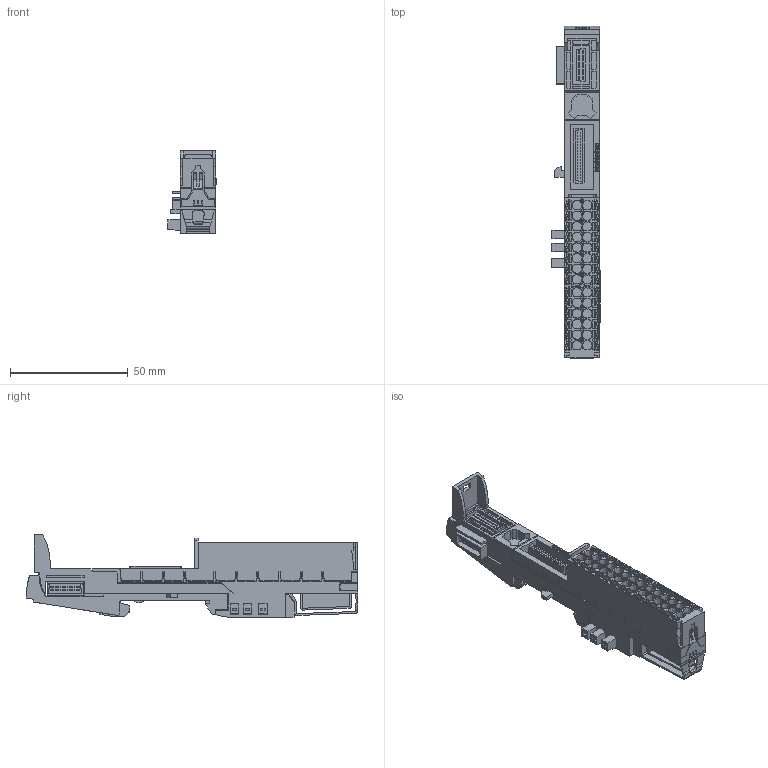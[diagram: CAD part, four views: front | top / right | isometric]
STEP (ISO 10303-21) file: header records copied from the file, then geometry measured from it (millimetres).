
FILE_DESCRIPTION(/* description */ (''),/* implementation_level */ '2;1');
FILE_NAME(/* name */ '6AG1193-6BP40-7DA1_3d.stp',/* time_stamp */ '2025-02-28T13:29:53+08:00',/* author */ (''),/* organization */ (''),/* preprocessor_version */ 'ST-DEVELOPER v18.102',/* originating_system */ 'SIEMENS PLM Software NX 2023',/* authorisation */ '');
FILE_SCHEMA (('AUTOMOTIVE_DESIGN { 1 0 10303 214 3 1 1 1 }'));
Products named in the file (3): A5E30938514A_RS-AA_005_1-Box; A5E54405131A_RS-AA_001_1-labeling; A5E54405012A_RS-AA_001_2-CAx_6AG11936BP407DA1
Assembly tree (2 placements, depth 2):
  A5E54405012A_RS-AA_001_2-CAx_6AG11936BP407DA1
    A5E54405131A_RS-AA_001_1-labeling
    A5E30938514A_RS-AA_005_1-Box
Bounding box: 20.43 x 141 x 35 mm (x, y, z)
Volume: 32889.9 mm3; surface area: 31597.5 mm2
Topology: 120 solids, 121 shells, 3383 faces, 8765 edges, 5832 vertices
Faces by surface type: plane 2845, extrusion 334, cylinder 204
Full cylindrical faces by diameter (mm): 1 x8, 1.067 x5
Entity records: 137388 total; most frequent: CARTESIAN_POINT 36774, ORIENTED_EDGE 17426, DIRECTION 14562, EDGE_CURVE 8713, VECTOR 7618, LINE 7284, VERTEX_POINT 5832, EDGE_LOOP 3749
